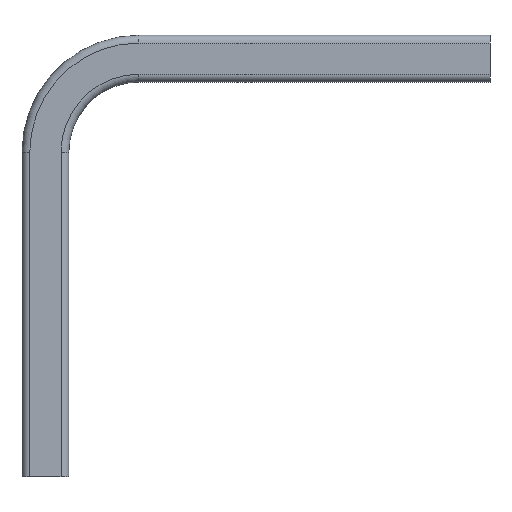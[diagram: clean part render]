
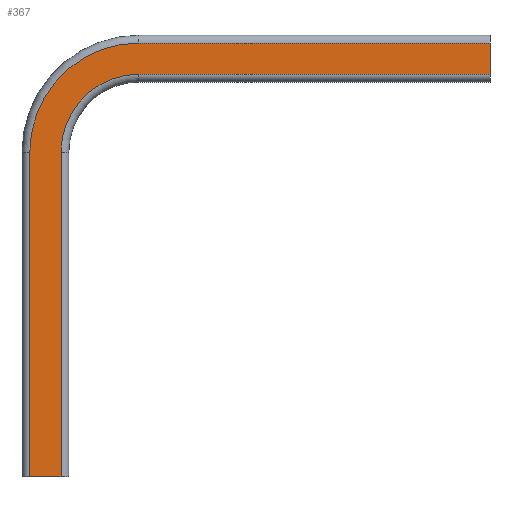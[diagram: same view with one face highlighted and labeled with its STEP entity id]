
A CAD part, top view. The second image highlights one B-rep face of the part: STEP entity #367.
In plain terms, the highlighted planar face has unit normal (0, 0, 1).
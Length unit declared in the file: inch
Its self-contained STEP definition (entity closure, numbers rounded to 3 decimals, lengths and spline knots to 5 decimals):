
#19=PLANE($,#416);
#45=FACE_OUTER_BOUND($,#67,.T.);
#67=EDGE_LOOP($,(#321,#322,#323,#324,#325,#326,#327,#328));
#81=LINE($,#586,#109);
#91=LINE($,#622,#119);
#93=LINE($,#628,#121);
#94=LINE($,#634,#122);
#95=LINE($,#638,#123);
#96=LINE($,#644,#124);
#109=VECTOR($,#464,0.02);
#119=VECTOR($,#504,0.02);
#121=VECTOR($,#512,0.225);
#122=VECTOR($,#521,0.208);
#123=VECTOR($,#526,0.208);
#124=VECTOR($,#535,0.225);
#145=CIRCLE($,#408,0.07);
#148=CIRCLE($,#414,0.05);
#164=VERTEX_POINT($,#583);
#165=VERTEX_POINT($,#585);
#175=VERTEX_POINT($,#619);
#176=VERTEX_POINT($,#621);
#177=VERTEX_POINT($,#626);
#178=VERTEX_POINT($,#630);
#179=VERTEX_POINT($,#636);
#180=VERTEX_POINT($,#640);
#202=EDGE_CURVE($,#165,#164,#81,.T.);
#220=EDGE_CURVE($,#176,#175,#91,.T.);
#224=EDGE_CURVE($,#177,#164,#93,.T.);
#226=EDGE_CURVE($,#178,#177,#145,.T.);
#227=EDGE_CURVE($,#176,#178,#94,.T.);
#229=EDGE_CURVE($,#179,#175,#95,.T.);
#231=EDGE_CURVE($,#180,#179,#148,.T.);
#232=EDGE_CURVE($,#165,#180,#96,.T.);
#321=ORIENTED_EDGE($,*,*,#227,.F.);
#322=ORIENTED_EDGE($,*,*,#220,.T.);
#323=ORIENTED_EDGE($,*,*,#229,.F.);
#324=ORIENTED_EDGE($,*,*,#231,.F.);
#325=ORIENTED_EDGE($,*,*,#232,.F.);
#326=ORIENTED_EDGE($,*,*,#202,.T.);
#327=ORIENTED_EDGE($,*,*,#224,.F.);
#328=ORIENTED_EDGE($,*,*,#226,.F.);
#367=ADVANCED_FACE($,(#45),#19,.T.);
#408=AXIS2_PLACEMENT_3D($,#632,#517,#518);
#414=AXIS2_PLACEMENT_3D($,#642,#531,#532);
#416=AXIS2_PLACEMENT_3D($,#645,#536,#537);
#464=DIRECTION($,(0.,1.,0.));
#504=DIRECTION($,(1.,0.,0.));
#512=DIRECTION($,(1.,0.,0.));
#517=DIRECTION('center_axis',(0.,0.,-1.));
#518=DIRECTION('ref_axis',(-0.707,0.707,0.));
#521=DIRECTION($,(0.,1.,0.));
#526=DIRECTION($,(0.,-1.,0.));
#531=DIRECTION('center_axis',(0.,0.,1.));
#532=DIRECTION('ref_axis',(-0.707,0.707,0.));
#535=DIRECTION($,(-1.,0.,0.));
#536=DIRECTION('center_axis',(0.,0.,1.));
#537=DIRECTION('ref_axis',(1.,0.,0.));
#583=CARTESIAN_POINT('',(0.3,0.09,0.03));
#585=CARTESIAN_POINT('',(0.3,0.07,0.03));
#586=CARTESIAN_POINT($,(0.3,0.065,0.03));
#619=CARTESIAN_POINT('',(0.025,-0.188,0.03));
#621=CARTESIAN_POINT('',(0.005,-0.188,0.03));
#622=CARTESIAN_POINT($,(0.,-0.188,0.03));
#626=CARTESIAN_POINT('',(0.075,0.09,0.03));
#628=CARTESIAN_POINT($,(0.1575,0.09,0.03));
#630=CARTESIAN_POINT('',(0.005,0.02,0.03));
#632=CARTESIAN_POINT('Origin',(0.075,0.02,0.03));
#634=CARTESIAN_POINT($,(0.005,-0.047,0.03));
#636=CARTESIAN_POINT('',(0.025,0.02,0.03));
#638=CARTESIAN_POINT($,(0.025,-0.141,0.03));
#640=CARTESIAN_POINT('',(0.075,0.07,0.03));
#642=CARTESIAN_POINT('Origin',(0.075,0.02,0.03));
#644=CARTESIAN_POINT($,(0.045,0.07,0.03));
#645=CARTESIAN_POINT('Origin',(0.015,-0.094,0.03));
